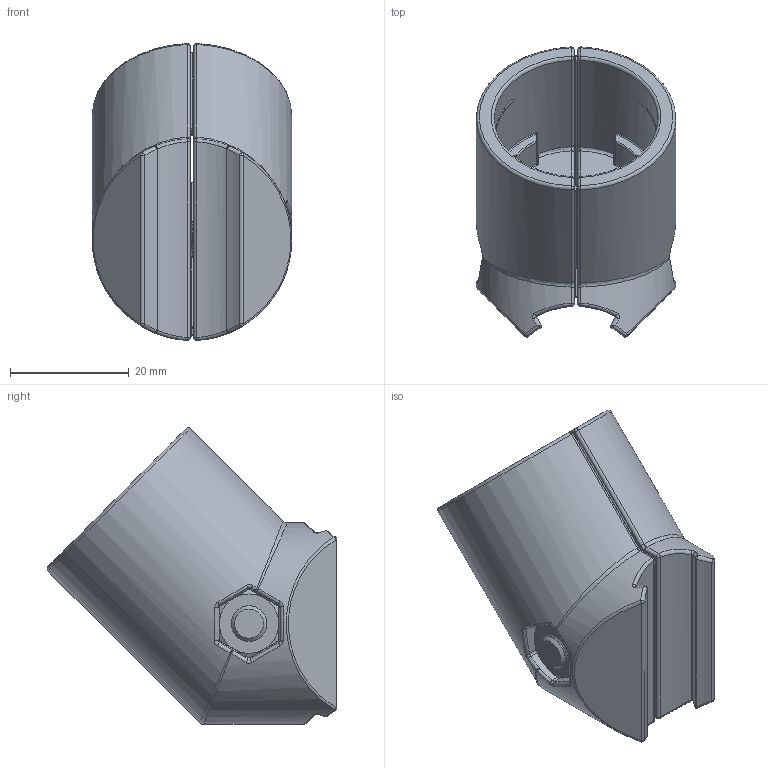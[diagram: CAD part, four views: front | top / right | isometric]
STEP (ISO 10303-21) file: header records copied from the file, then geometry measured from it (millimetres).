
FILE_DESCRIPTION(/* description */ (''),/* implementation_level */ '2;1');
FILE_NAME(/* name */ '350002.stp',/* time_stamp */ '2019-04-13T10:59:22+02:00',/* author */ ('Spacek'),/* organization */ ('Alutec K&K'),/* preprocessor_version */ 'ST-DEVELOPER v17',/* originating_system */ 'Autodesk Inventor 2018',/* authorisation */ '');
FILE_SCHEMA (('AUTOMOTIVE_DESIGN { 1 0 10303 214 3 1 1 }'));
Length unit declared in the file: millimetre
Products named in the file (5): 350002; 099rv2845r01_Standard; 099rv2845r02_Standard; 106019 - 4DIN912M0625M_DIN 912 M6 x 25 --- 25N; 106163 - 4DIN934m6m_Hexagon Nut ISO 4032 - M6 - W - C
Assembly tree (4 placements, depth 2):
  350002
    099rv2845r01_Standard
    099rv2845r02_Standard
    106019 - 4DIN912M0625M_DIN 912 M6 x 25 --- 25N
    106163 - 4DIN934m6m_Hexagon Nut ISO 4032 - M6 - W - C
Bounding box: 33.59 x 48.81 x 49.97 mm (x, y, z)
Volume: 20647.8 mm3; surface area: 14002.2 mm2
Topology: 4 solids, 4 shells, 761 faces, 1803 edges, 989 vertices
Faces by surface type: cylinder 245, bspline 178, plane 111, torus 109, sphere 64, cone 54
Full cylindrical faces by diameter (mm): 5 x1, 6 x2, 6.2 x2, 10 x2
Entity records: 31827 total; most frequent: CARTESIAN_POINT 15134, DIRECTION 3621, ORIENTED_EDGE 3456, EDGE_CURVE 1728, AXIS2_PLACEMENT_3D 1558, VERTEX_POINT 989, CIRCLE 873, EDGE_LOOP 781
